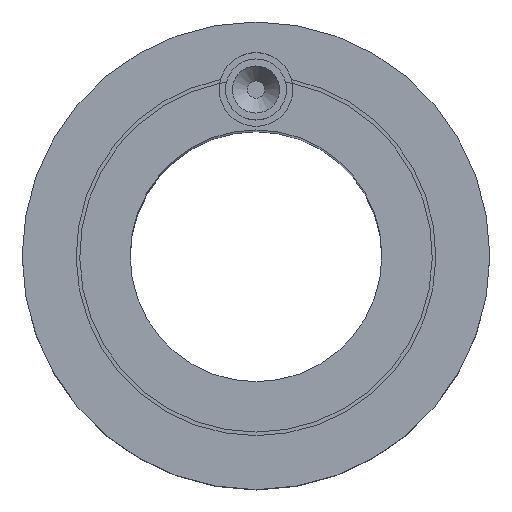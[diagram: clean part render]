
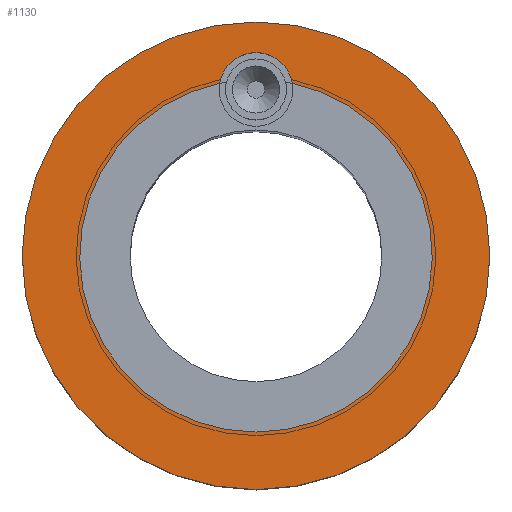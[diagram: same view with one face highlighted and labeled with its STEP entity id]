
A CAD part, top view. The second image highlights one B-rep face of the part: STEP entity #1130.
In plain terms, the highlighted face is planar.
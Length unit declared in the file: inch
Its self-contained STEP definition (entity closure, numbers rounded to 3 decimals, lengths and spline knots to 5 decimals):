
#107=FACE_BOUND('',#475,.T.);
#399=FACE_OUTER_BOUND('',#474,.T.);
#474=EDGE_LOOP('',(#1015));
#475=EDGE_LOOP('',(#1016,#1017));
#506=CIRCLE('',#1268,0.256);
#508=CIRCLE('',#1272,1.625);
#509=CIRCLE('',#1273,1.225);
#604=VERTEX_POINT('',#1911);
#606=VERTEX_POINT('',#1915);
#607=VERTEX_POINT('',#1921);
#743=EDGE_CURVE('',#604,#606,#506,.T.);
#745=EDGE_CURVE('',#607,#607,#508,.T.);
#746=EDGE_CURVE('',#606,#604,#509,.T.);
#1015=ORIENTED_EDGE('',*,*,#745,.F.);
#1016=ORIENTED_EDGE('',*,*,#743,.T.);
#1017=ORIENTED_EDGE('',*,*,#746,.T.);
#1071=PLANE('',#1271);
#1130=ADVANCED_FACE('',(#399,#107),#1071,.T.);
#1268=AXIS2_PLACEMENT_3D('',#1917,#1575,#1576);
#1271=AXIS2_PLACEMENT_3D('',#1920,#1581,#1582);
#1272=AXIS2_PLACEMENT_3D('',#1922,#1583,#1584);
#1273=AXIS2_PLACEMENT_3D('',#1923,#1585,#1586);
#1575=DIRECTION('center_axis',(-1.,0.,0.));
#1576=DIRECTION('ref_axis',(0.,1.,0.));
#1581=DIRECTION('center_axis',(1.,0.,0.));
#1582=DIRECTION('ref_axis',(0.,0.,-1.));
#1583=DIRECTION('center_axis',(-1.,0.,0.));
#1584=DIRECTION('ref_axis',(0.,-1.,0.));
#1585=DIRECTION('center_axis',(-1.,0.,0.));
#1586=DIRECTION('ref_axis',(0.,-1.,0.));
#1911=CARTESIAN_POINT('',(0.,1.19871,0.25241));
#1915=CARTESIAN_POINT('',(0.,1.19871,-0.25241));
#1917=CARTESIAN_POINT('Origin',(0.,1.156,0.));
#1920=CARTESIAN_POINT('Origin',(0.,0.,0.));
#1921=CARTESIAN_POINT('',(0.,1.625,0.));
#1922=CARTESIAN_POINT('Origin',(0.,0.,0.));
#1923=CARTESIAN_POINT('Origin',(0.,0.,0.));
